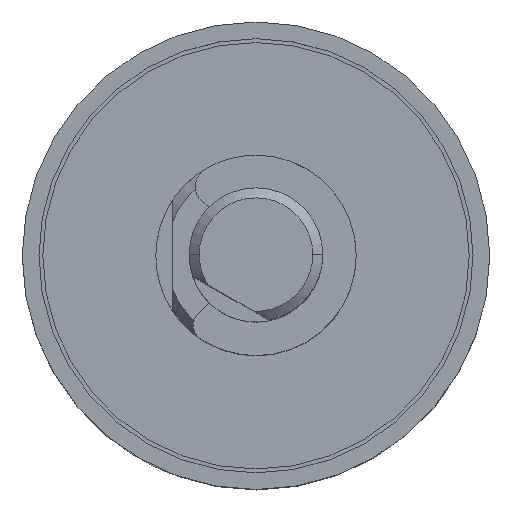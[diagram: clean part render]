
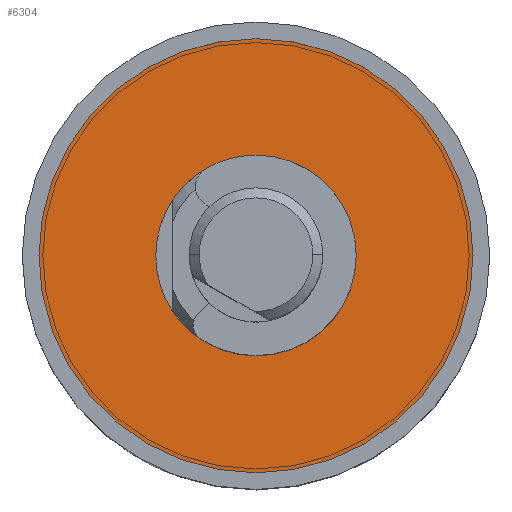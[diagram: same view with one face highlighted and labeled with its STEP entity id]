
A CAD part, top view. The second image highlights one B-rep face of the part: STEP entity #6304.
In plain terms, the highlighted planar face has unit normal (0, 0, 1).
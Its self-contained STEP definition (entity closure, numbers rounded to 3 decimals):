
#100 = PLANE ( 'NONE',  #4273 ) ;
#593 = VERTEX_POINT ( 'NONE', #7997 ) ;
#643 = VERTEX_POINT ( 'NONE', #1191 ) ;
#1191 = CARTESIAN_POINT ( 'NONE',  ( -3., 0., 0.5 ) ) ;
#1478 = EDGE_CURVE ( 'NONE', #6994, #5002, #8454, .T. ) ;
#1504 = DIRECTION ( 'NONE',  ( 1., 0., 0. ) ) ;
#1881 = DIRECTION ( 'NONE',  ( 0., 0., 1. ) ) ;
#1943 = DIRECTION ( 'NONE',  ( 1., 0., 0. ) ) ;
#1995 = CARTESIAN_POINT ( 'NONE',  ( 0., 0., 0.5 ) ) ;
#2316 = ORIENTED_EDGE ( 'NONE', *, *, #1478, .T. ) ;
#2379 = AXIS2_PLACEMENT_3D ( 'NONE', #4429, #7178, #3639 ) ;
#2594 = EDGE_LOOP ( 'NONE', ( #2316, #3849 ) ) ;
#2679 = ORIENTED_EDGE ( 'NONE', *, *, #7095, .T. ) ;
#2895 = CIRCLE ( 'NONE', #8270, 6.5 ) ;
#3154 = FACE_OUTER_BOUND ( 'NONE', #2594, .T. ) ;
#3260 = DIRECTION ( 'NONE',  ( 0., 0., -1. ) ) ;
#3473 = FACE_BOUND ( 'NONE', #4655, .T. ) ;
#3607 = DIRECTION ( 'NONE',  ( 0., 0., 1. ) ) ;
#3639 = DIRECTION ( 'NONE',  ( -1., 0., 0. ) ) ;
#3849 = ORIENTED_EDGE ( 'NONE', *, *, #8626, .T. ) ;
#4139 = EDGE_CURVE ( 'NONE', #593, #643, #5866, .T. ) ;
#4140 = CARTESIAN_POINT ( 'NONE',  ( 0., 0., 0.5 ) ) ;
#4177 = CARTESIAN_POINT ( 'NONE',  ( 6.5, 0., 0.5 ) ) ;
#4273 = AXIS2_PLACEMENT_3D ( 'NONE', #6420, #3607, #1504 ) ;
#4429 = CARTESIAN_POINT ( 'NONE',  ( 0., 0., 0.5 ) ) ;
#4655 = EDGE_LOOP ( 'NONE', ( #2679, #8066 ) ) ;
#4917 = AXIS2_PLACEMENT_3D ( 'NONE', #1995, #3260, #6849 ) ;
#5002 = VERTEX_POINT ( 'NONE', #7225 ) ;
#5866 = CIRCLE ( 'NONE', #4917, 3. ) ;
#6121 = CARTESIAN_POINT ( 'NONE',  ( 0., 0., 0.5 ) ) ;
#6304 = ADVANCED_FACE ( 'NONE', ( #3473, #3154 ), #100, .T. ) ;
#6420 = CARTESIAN_POINT ( 'NONE',  ( 3., 0., 0.5 ) ) ;
#6439 = AXIS2_PLACEMENT_3D ( 'NONE', #4140, #9027, #6891 ) ;
#6564 = CIRCLE ( 'NONE', #2379, 3. ) ;
#6849 = DIRECTION ( 'NONE',  ( -1., 0., 0. ) ) ;
#6891 = DIRECTION ( 'NONE',  ( 1., 0., 0. ) ) ;
#6994 = VERTEX_POINT ( 'NONE', #4177 ) ;
#7095 = EDGE_CURVE ( 'NONE', #643, #593, #6564, .T. ) ;
#7178 = DIRECTION ( 'NONE',  ( 0., 0., -1. ) ) ;
#7225 = CARTESIAN_POINT ( 'NONE',  ( -6.5, 0., 0.5 ) ) ;
#7997 = CARTESIAN_POINT ( 'NONE',  ( 3., 0., 0.5 ) ) ;
#8066 = ORIENTED_EDGE ( 'NONE', *, *, #4139, .T. ) ;
#8270 = AXIS2_PLACEMENT_3D ( 'NONE', #6121, #1881, #1943 ) ;
#8454 = CIRCLE ( 'NONE', #6439, 6.5 ) ;
#8626 = EDGE_CURVE ( 'NONE', #5002, #6994, #2895, .T. ) ;
#9027 = DIRECTION ( 'NONE',  ( 0., 0., 1. ) ) ;
